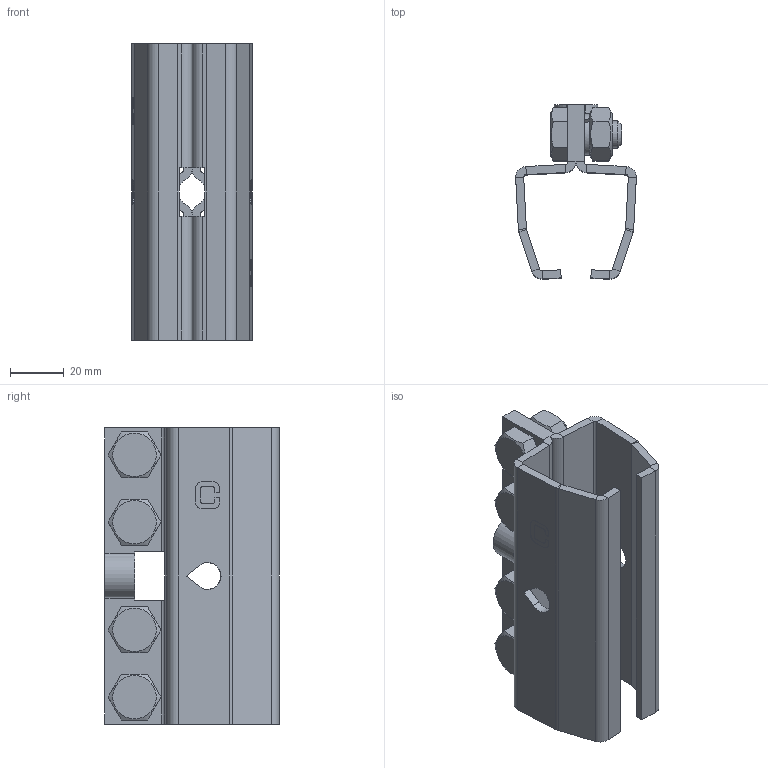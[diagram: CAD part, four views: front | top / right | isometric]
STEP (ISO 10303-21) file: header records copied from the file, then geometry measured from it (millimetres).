
FILE_DESCRIPTION(('STEP AP203'), '1');
FILE_NAME('兴274.RC35 青踱囹 RC35 耦邃桧栩咫', '', ('UNSPECIFIED'), ('UNSPECIFIED'), 'ASCON STEP Converter 1.3', 'ASCON Math Kernel', '');
FILE_SCHEMA(('CONFIG_CONTROL_DESIGN'));
Length unit declared in the file: millimetre
Products named in the file (1): 274.RC35
Bounding box: 44.83 x 64.71 x 110 mm (x, y, z)
Volume: 73412 mm3; surface area: 43683.8 mm2
Topology: 1 solids, 1 shells, 270 faces, 654 edges, 400 vertices
Faces by surface type: plane 180, cylinder 70, cone 16, torus 4
Full cylindrical faces by diameter (mm): 10 x8, 11 x4
Entity records: 12701 total; most frequent: CARTESIAN_POINT 4364, DIRECTION 1244, ORIENTED_EDGE 1244, EDGE_CURVE 622, AXIS2_PLACEMENT_3D 439, VERTEX_POINT 400, LINE 366, VECTOR 366
